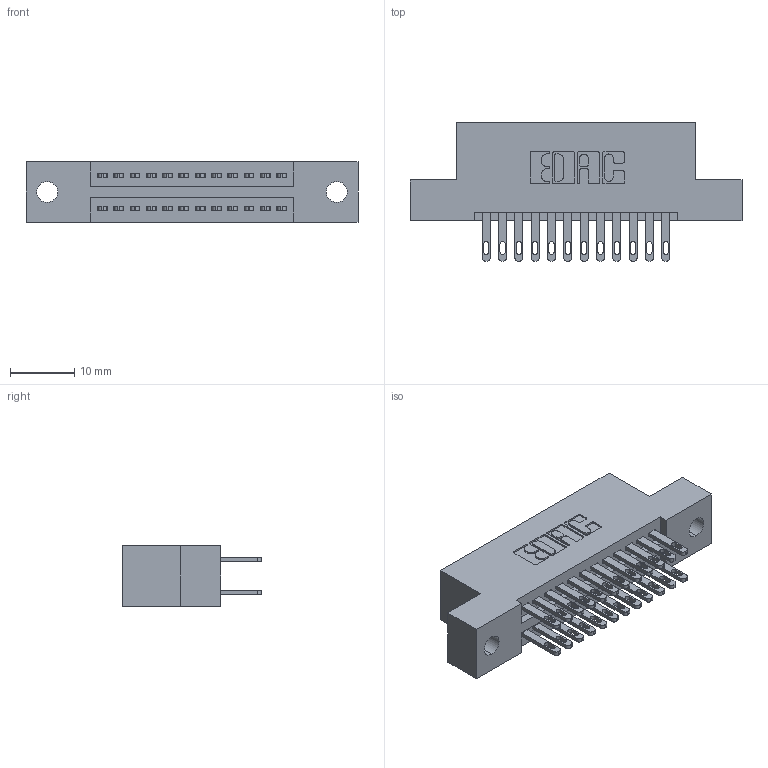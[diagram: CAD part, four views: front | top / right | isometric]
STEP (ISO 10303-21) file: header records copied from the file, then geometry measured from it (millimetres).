
FILE_DESCRIPTION (( 'STEP AP203' ), '1' );
FILE_NAME ('895-024-500-202.STEP', '2020-09-25T12:50:41', ( '' ), ( '' ), 'SwSTEP 2.0', 'SolidWorks 2020', '' );
FILE_SCHEMA (( 'CONFIG_CONTROL_DESIGN' ));
Length unit declared in the file: inch
Products named in the file (3): 345-292-001_345-293-100; 895-024-500-202; 845 Part_Flush Mounting Lugs - 0.128 Dia
Assembly tree (25 placements, depth 2):
  895-024-500-202
    845 Part_Flush Mounting Lugs - 0.128 Dia
    345-292-001_345-293-100  x24
Bounding box: 51.69 x 21.51 x 9.4 mm (x, y, z)
Volume: 4779.3 mm3; surface area: 6455.6 mm2
Topology: 25 solids, 25 shells, 1230 faces, 3725 edges, 2482 vertices
Faces by surface type: plane 728, cylinder 502
Entity records: 13387 total; most frequent: CARTESIAN_POINT 2272, ORIENTED_EDGE 2206, DIRECTION 2043, EDGE_CURVE 1103, VECTOR 919, LINE 919, VERTEX_POINT 734, AXIS2_PLACEMENT_3D 562
